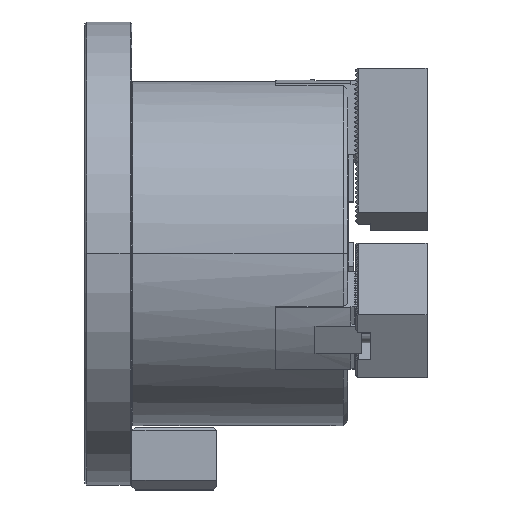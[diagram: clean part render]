
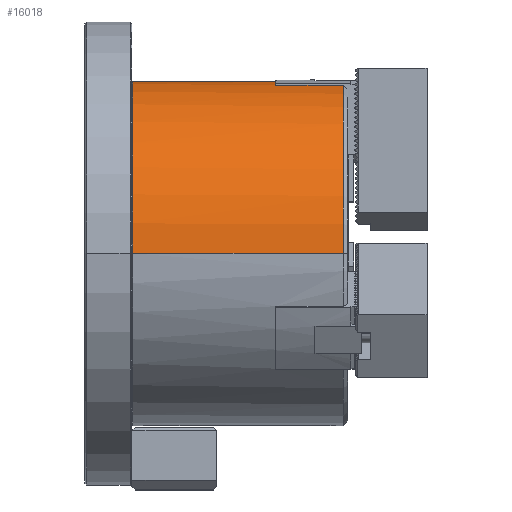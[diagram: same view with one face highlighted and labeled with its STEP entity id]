
A CAD part, top view. The second image highlights one B-rep face of the part: STEP entity #16018.
In plain terms, the highlighted cylindrical face has radius 55 mm (diameter 110 mm), a partial arc.
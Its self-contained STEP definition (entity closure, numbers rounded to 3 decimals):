
#87 = DIRECTION ( 'NONE',  ( -1., 0., 0. ) ) ;
#725 = CARTESIAN_POINT ( 'NONE',  ( 0.3, 0., 0. ) ) ;
#908 = ORIENTED_EDGE ( 'NONE', *, *, #23711, .T. ) ;
#1182 = CARTESIAN_POINT ( 'NONE',  ( 121.711, 53.784, -11.5 ) ) ;
#1344 = CARTESIAN_POINT ( 'NONE',  ( 46., 0., 0. ) ) ;
#1591 = CARTESIAN_POINT ( 'NONE',  ( 121.711, 0., -55. ) ) ;
#2317 = VERTEX_POINT ( 'NONE', #22362 ) ;
#3477 = VERTEX_POINT ( 'NONE', #7118 ) ;
#4283 = ORIENTED_EDGE ( 'NONE', *, *, #12873, .T. ) ;
#4379 = AXIS2_PLACEMENT_3D ( 'NONE', #6160, #14905, #23629 ) ;
#4740 = CARTESIAN_POINT ( 'NONE',  ( 46., 53.784, 11.5 ) ) ;
#5539 = DIRECTION ( 'NONE',  ( -1., 0., 0. ) ) ;
#5596 = VECTOR ( 'NONE', #9914, 1000. ) ;
#6160 = CARTESIAN_POINT ( 'NONE',  ( 67.5, 0., 0. ) ) ;
#6176 = CIRCLE ( 'NONE', #22136, 55. ) ;
#6684 = DIRECTION ( 'NONE',  ( 1., 0., 0. ) ) ;
#6910 = ORIENTED_EDGE ( 'NONE', *, *, #13824, .T. ) ;
#7118 = CARTESIAN_POINT ( 'NONE',  ( 67.5, 53.784, -11.5 ) ) ;
#8071 = AXIS2_PLACEMENT_3D ( 'NONE', #26247, #6684, #15412 ) ;
#8111 = ORIENTED_EDGE ( 'NONE', *, *, #18777, .T. ) ;
#8285 = CIRCLE ( 'NONE', #24265, 55. ) ;
#8345 = LINE ( 'NONE', #17056, #22063 ) ;
#8379 = VERTEX_POINT ( 'NONE', #20579 ) ;
#8807 = FACE_OUTER_BOUND ( 'NONE', #19851, .T. ) ;
#9135 = VERTEX_POINT ( 'NONE', #14489 ) ;
#9149 = CIRCLE ( 'NONE', #25137, 55. ) ;
#9446 = DIRECTION ( 'NONE',  ( 1., 0., 0. ) ) ;
#9914 = DIRECTION ( 'NONE',  ( 1., 0., 0. ) ) ;
#10073 = DIRECTION ( 'NONE',  ( -1., 0., 0. ) ) ;
#10180 = VERTEX_POINT ( 'NONE', #11330 ) ;
#10329 = DIRECTION ( 'NONE',  ( 1., 0., 0. ) ) ;
#10826 = CARTESIAN_POINT ( 'NONE',  ( 0.3, 0., 55. ) ) ;
#10943 = LINE ( 'NONE', #19651, #15285 ) ;
#10988 = CARTESIAN_POINT ( 'NONE',  ( 0.3, 0., -55. ) ) ;
#11330 = CARTESIAN_POINT ( 'NONE',  ( 46., 53.784, -11.5 ) ) ;
#11507 = VERTEX_POINT ( 'NONE', #4740 ) ;
#11538 = VECTOR ( 'NONE', #10329, 1000. ) ;
#12302 = VERTEX_POINT ( 'NONE', #10988 ) ;
#12873 = EDGE_CURVE ( 'NONE', #10180, #3477, #20740, .T. ) ;
#12946 = EDGE_CURVE ( 'NONE', #12302, #2317, #21159, .T. ) ;
#13824 = EDGE_CURVE ( 'NONE', #9135, #8379, #16717, .T. ) ;
#14285 = DIRECTION ( 'NONE',  ( 0., 0., -1. ) ) ;
#14489 = CARTESIAN_POINT ( 'NONE',  ( 67.5, 0., 55. ) ) ;
#14905 = DIRECTION ( 'NONE',  ( -1., 0., 0. ) ) ;
#15285 = VECTOR ( 'NONE', #87, 1000. ) ;
#15412 = DIRECTION ( 'NONE',  ( 0., 0., -1. ) ) ;
#16018 = ADVANCED_FACE ( 'NONE', ( #8807 ), #17540, .T. ) ;
#16717 = CIRCLE ( 'NONE', #4379, 55. ) ;
#17056 = CARTESIAN_POINT ( 'NONE',  ( 121.711, 0., 55. ) ) ;
#17540 = CYLINDRICAL_SURFACE ( 'NONE', #8071, 55. ) ;
#17985 = EDGE_CURVE ( 'NONE', #11507, #10180, #9149, .T. ) ;
#18184 = DIRECTION ( 'NONE',  ( 0., 0., 1. ) ) ;
#18662 = ORIENTED_EDGE ( 'NONE', *, *, #25442, .T. ) ;
#18777 = EDGE_CURVE ( 'NONE', #12302, #25855, #8285, .T. ) ;
#18791 = DIRECTION ( 'NONE',  ( 0., 0., -1. ) ) ;
#19651 = CARTESIAN_POINT ( 'NONE',  ( 121.711, 53.784, 11.5 ) ) ;
#19851 = EDGE_LOOP ( 'NONE', ( #8111, #18662, #6910, #908, #26347, #4283, #22343, #27441 ) ) ;
#20579 = CARTESIAN_POINT ( 'NONE',  ( 67.5, 53.784, 11.5 ) ) ;
#20740 = LINE ( 'NONE', #1182, #5596 ) ;
#21159 = LINE ( 'NONE', #1591, #11538 ) ;
#22063 = VECTOR ( 'NONE', #25782, 1000. ) ;
#22136 = AXIS2_PLACEMENT_3D ( 'NONE', #25154, #5539, #14285 ) ;
#22343 = ORIENTED_EDGE ( 'NONE', *, *, #24327, .T. ) ;
#22362 = CARTESIAN_POINT ( 'NONE',  ( 67.5, 0., -55. ) ) ;
#23629 = DIRECTION ( 'NONE',  ( 0., 0., -1. ) ) ;
#23711 = EDGE_CURVE ( 'NONE', #8379, #11507, #10943, .T. ) ;
#24265 = AXIS2_PLACEMENT_3D ( 'NONE', #725, #9446, #18184 ) ;
#24327 = EDGE_CURVE ( 'NONE', #3477, #2317, #6176, .T. ) ;
#25137 = AXIS2_PLACEMENT_3D ( 'NONE', #1344, #10073, #18791 ) ;
#25154 = CARTESIAN_POINT ( 'NONE',  ( 67.5, 0., 0. ) ) ;
#25442 = EDGE_CURVE ( 'NONE', #25855, #9135, #8345, .T. ) ;
#25782 = DIRECTION ( 'NONE',  ( 1., 0., 0. ) ) ;
#25855 = VERTEX_POINT ( 'NONE', #10826 ) ;
#26247 = CARTESIAN_POINT ( 'NONE',  ( 121.711, 0., 0. ) ) ;
#26347 = ORIENTED_EDGE ( 'NONE', *, *, #17985, .T. ) ;
#27441 = ORIENTED_EDGE ( 'NONE', *, *, #12946, .F. ) ;
